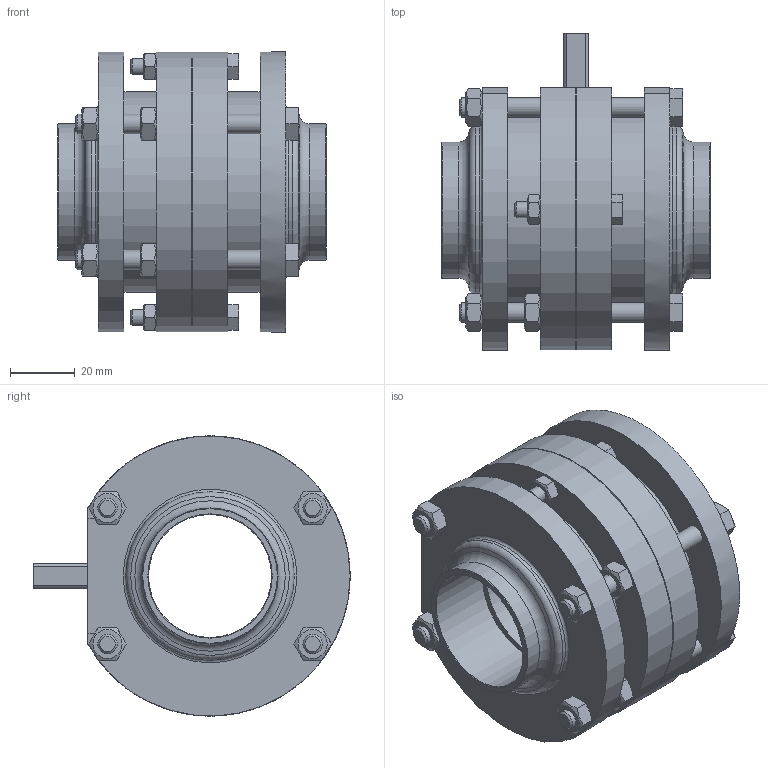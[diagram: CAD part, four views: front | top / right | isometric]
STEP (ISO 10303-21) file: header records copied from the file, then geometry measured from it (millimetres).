
FILE_DESCRIPTION( ( 'STEP AP203' ), '1' );
FILE_NAME( '9612400003.stp', '2020-07-20T11:13:06', ( 'License CC BY-ND 4.0' ), ( 'CADENAS' ), ' ', 'PARTsolutions', ' ' );
FILE_SCHEMA( ( 'CONFIG_CONTROL_DESIGN' ) );
Length unit declared in the file: millimetre
Products named in the file (4): 9612400003; _9612400003_C; _9612402418_(EPDM)L; _9612402518_(EPDM)R
Assembly tree (3 placements, depth 2):
  9612400003
    _9612400003_C
    _9612402418_(EPDM)L
    _9612402518_(EPDM)R
Bounding box: 83 x 97.65 x 86.5 mm (x, y, z)
Volume: 226095.6 mm3; surface area: 67253.6 mm2
Topology: 3 solids, 5 shells, 273 faces, 625 edges, 394 vertices
Faces by surface type: plane 152, cone 62, cylinder 49, torus 10
Full cylindrical faces by diameter (mm): 5 x4, 5.5 x2, 6 x10, 6.5 x8, 38 x3, 41.6 x2, 42 x2, 49 x2, 52 x2, 62 x2
Entity records: 8006 total; most frequent: CARTESIAN_POINT 2273, DIRECTION 1085, ORIENTED_EDGE 1072, EDGE_CURVE 536, AXIS2_PLACEMENT_3D 444, EDGE_LOOP 400, VERTEX_POINT 376, FACE_OUTER_BOUND 320
